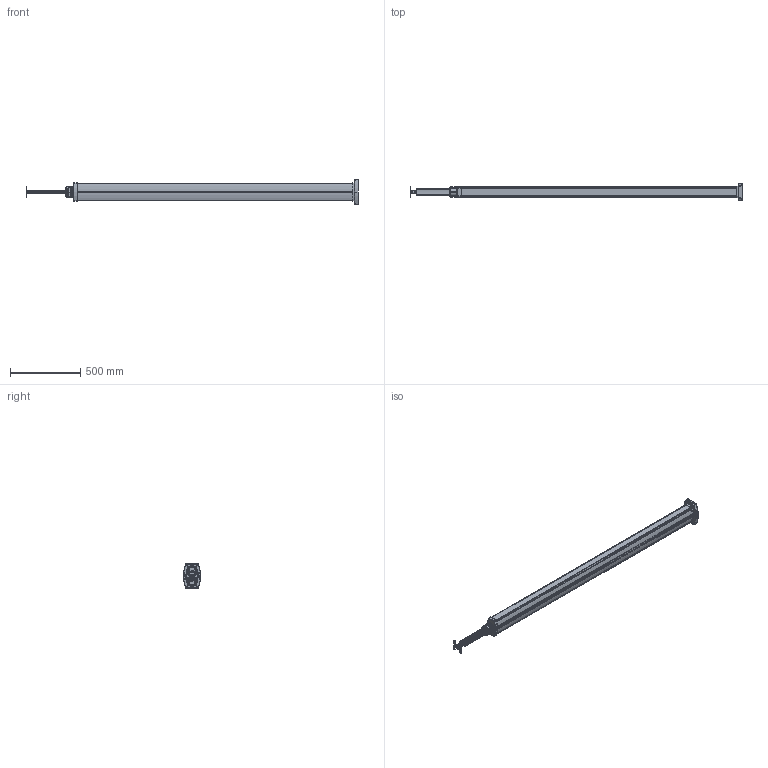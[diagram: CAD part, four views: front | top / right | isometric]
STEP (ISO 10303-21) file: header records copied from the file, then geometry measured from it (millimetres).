
FILE_DESCRIPTION(('CATIA V5 STEP Exchange','CAx-IF Rec.Pracs.--- Model Styling and Organization---1.4--- 2014-01-23'),'2;1');
FILE_NAME('653030-031-032-033-034-035.stp','2019-06-04T07:14:17+00:00',('none'),('none'),'CATIA Version 5-6 Release 2017 SP3','CATIA V5 STEP AP214','none');
FILE_SCHEMA(('AUTOMOTIVE_DESIGN { 1 0 10303 214 1 1 1 1 }'));
Products named in the file (1): 653030-031-032-033-034-035
Bounding box: 2362 x 125.5 x 175.5 mm (x, y, z)
Volume: 2408126.3 mm3; surface area: 3141959 mm2
Topology: 13 solids, 13 shells, 10250 faces, 28680 edges, 18408 vertices
Faces by surface type: plane 6859, bspline 1375, cylinder 1291, torus 295, cone 292, sphere 108, extrusion 30
Entity records: 385861 total; most frequent: CARTESIAN_POINT 146235, ORIENTED_EDGE 57120, DIRECTION 36787, EDGE_CURVE 28560, VERTEX_POINT 18408, VECTOR 17872, LINE 17842, AXIS2_PLACEMENT_3D 10832
